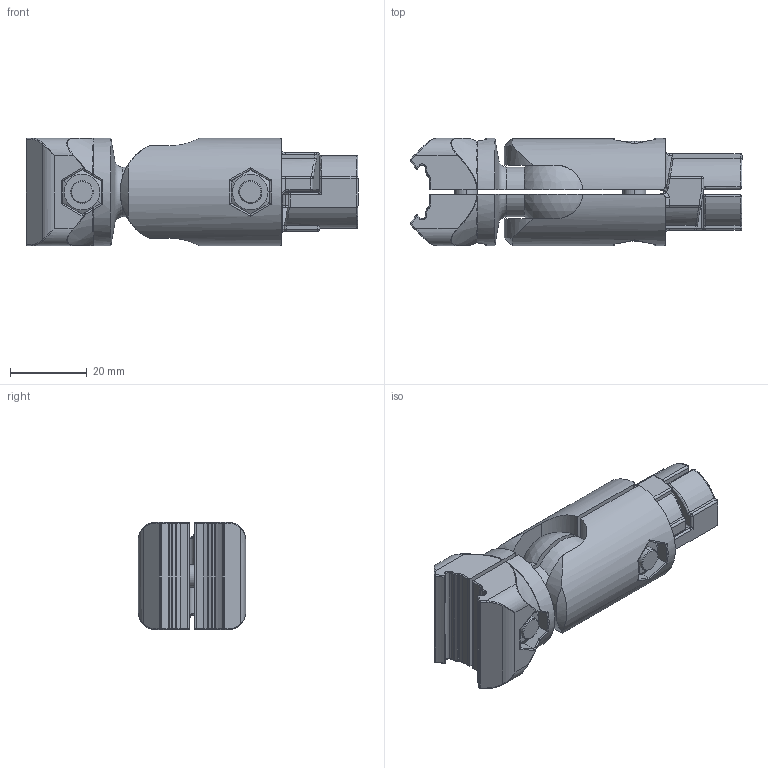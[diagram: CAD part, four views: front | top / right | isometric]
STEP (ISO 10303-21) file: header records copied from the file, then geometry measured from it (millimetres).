
FILE_DESCRIPTION (( 'STEP AP203' ), '1' );
FILE_NAME ('TFS.D28.2.02.04.STEP', '2019-01-22T02:39:40', ( 'user' ), ( '' ), 'SwSTEP 2.0', 'SolidWorks 2012', '' );
FILE_SCHEMA (( 'CONFIG_CONTROL_DESIGN' ));
Length unit declared in the file: millimetre
Products named in the file (1): TFS.D28.2.02.04
Bounding box: 86.61 x 28 x 27.98 mm (x, y, z)
Surface area: 16683.8 mm2 (no closed solid volume)
Topology: 0 solids, 10 shells, 498 faces, 1326 edges, 774 vertices
Faces by surface type: cylinder 172, plane 108, bspline 72, torus 68, sphere 58, cone 20
Entity records: 17454 total; most frequent: CARTESIAN_POINT 6103, ORIENTED_EDGE 2350, DIRECTION 2342, EDGE_CURVE 1262, AXIS2_PLACEMENT_3D 943, VERTEX_POINT 764, EDGE_LOOP 518, CIRCLE 516
